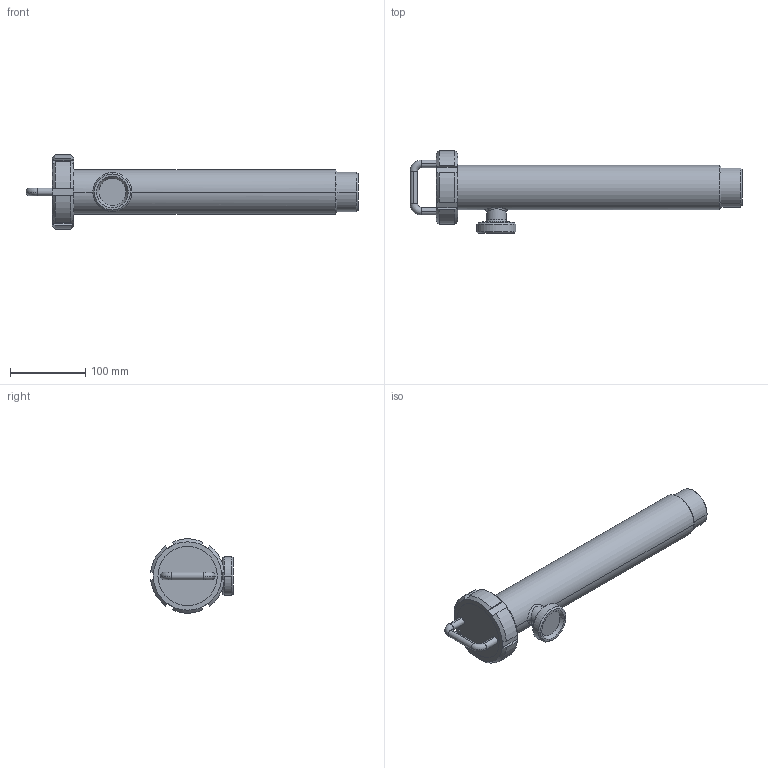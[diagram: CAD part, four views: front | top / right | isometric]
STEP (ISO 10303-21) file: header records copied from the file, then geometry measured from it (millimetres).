
FILE_DESCRIPTION (( 'STEP AP203' ), '1' );
FILE_NAME ('3D_M7018_DN25_174741010.SLDPRT.STEP', '2024-10-11T09:25:39', ( '' ), ( '' ), 'SwSTEP 2.0', 'SolidWorks 2024', '' );
FILE_SCHEMA (( 'CONFIG_CONTROL_DESIGN' ));
Length unit declared in the file: millimetre
Products named in the file (1): 3D_M7018_DN25_174741010.SLDPRT
Bounding box: 442 x 110.24 x 98.65 mm (x, y, z)
Volume: 1259941.6 mm3; surface area: 103795.7 mm2
Topology: 1 solids, 1 shells, 84 faces, 211 edges, 134 vertices
Faces by surface type: plane 32, cylinder 24, cone 20, torus 6, bspline 2
Entity records: 3151 total; most frequent: CARTESIAN_POINT 1093, ORIENTED_EDGE 422, DIRECTION 413, EDGE_CURVE 211, AXIS2_PLACEMENT_3D 175, VERTEX_POINT 134, CIRCLE 92, EDGE_LOOP 91
